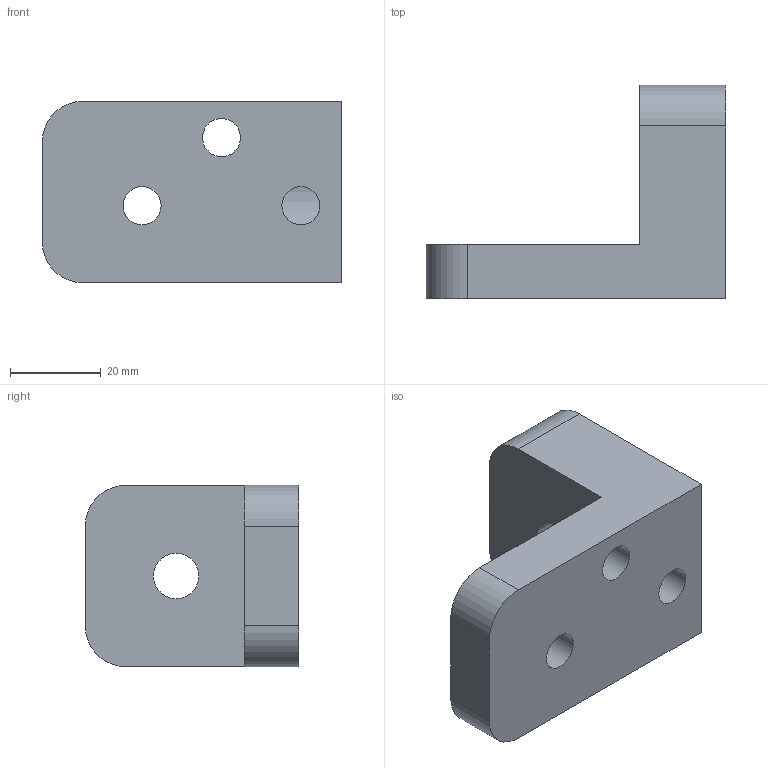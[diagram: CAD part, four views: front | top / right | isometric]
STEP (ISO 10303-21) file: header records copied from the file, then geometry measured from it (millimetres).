
FILE_DESCRIPTION(('FreeCAD Model'),'2;1');
FILE_NAME('Open CASCADE Shape Model','2023-02-03T19:16:51',(''),(''), 'Open CASCADE STEP processor 7.6','FreeCAD','Unknown');
FILE_SCHEMA(('AUTOMOTIVE_DESIGN { 1 0 10303 214 1 1 1 1 }'));
Length unit declared in the file: millimetre
Products named in the file (1): Fillet
Bounding box: 66 x 47 x 40 mm (x, y, z)
Volume: 47069.2 mm3; surface area: 13315.5 mm2
Topology: 1 solids, 1 shells, 19 faces, 47 edges, 31 vertices
Faces by surface type: plane 9, cylinder 9, cone 1
Full cylindrical faces by diameter (mm): 8.4 x3, 10 x1, 26 x1
Entity records: 1551 total; most frequent: CARTESIAN_POINT 563, DIRECTION 184, LINE 101, VECTOR 101, ORIENTED_EDGE 94, PCURVE 94, DEFINITIONAL_REPRESENTATION 94, EDGE_CURVE 47
